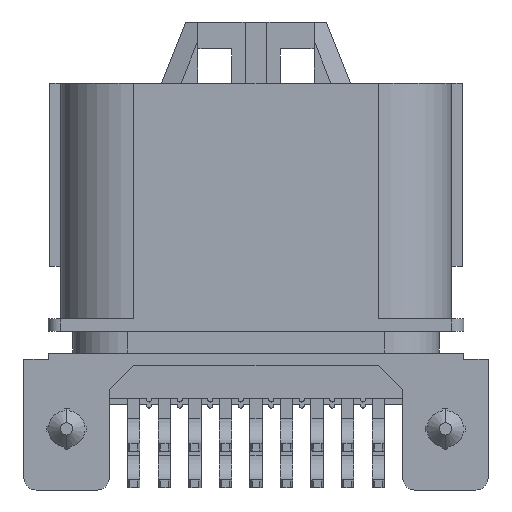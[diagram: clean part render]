
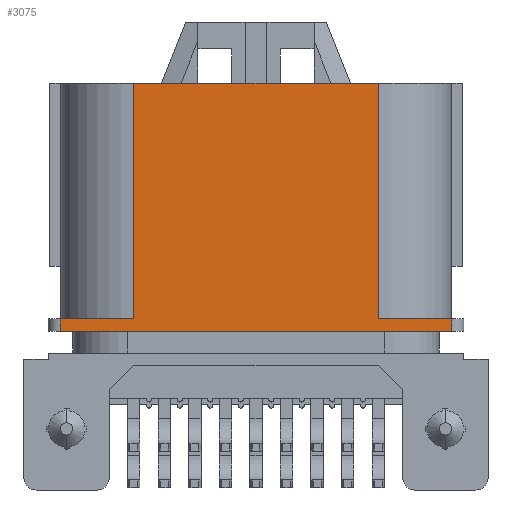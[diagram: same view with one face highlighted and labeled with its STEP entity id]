
A CAD part, front view. The second image highlights one B-rep face of the part: STEP entity #3075.
In plain terms, the highlighted planar face has unit normal (0, -1, 0).
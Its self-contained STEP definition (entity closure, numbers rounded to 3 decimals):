
#3075 = ADVANCED_FACE ( 'NONE', ( #15422 ), #15421, .T. ) ;
#3076 = EDGE_LOOP ( 'NONE', ( #3144, #3128, #3131, #3137, #3117, #3121, #3193, #3178 ) ) ;
#3117 = ORIENTED_EDGE ( 'NONE', *, *, #3118, .F. ) ;
#3118 = EDGE_CURVE ( 'NONE', #3119, #3139, #15529, .T. ) ;
#3119 = VERTEX_POINT ( 'NONE', #15525 ) ;
#3121 = ORIENTED_EDGE ( 'NONE', *, *, #3191, .T. ) ;
#3128 = ORIENTED_EDGE ( 'NONE', *, *, #3129, .T. ) ;
#3129 = EDGE_CURVE ( 'NONE', #3146, #3130, #15574, .T. ) ;
#3130 = VERTEX_POINT ( 'NONE', #15570 ) ;
#3131 = ORIENTED_EDGE ( 'NONE', *, *, #3135, .F. ) ;
#3135 = EDGE_CURVE ( 'NONE', #3136, #3130, #15558, .T. ) ;
#3136 = VERTEX_POINT ( 'NONE', #15554 ) ;
#3137 = ORIENTED_EDGE ( 'NONE', *, *, #3138, .T. ) ;
#3138 = EDGE_CURVE ( 'NONE', #3136, #3139, #15553, .T. ) ;
#3139 = VERTEX_POINT ( 'NONE', #15549 ) ;
#3144 = ORIENTED_EDGE ( 'NONE', *, *, #3145, .F. ) ;
#3145 = EDGE_CURVE ( 'NONE', #3146, #3147, #15609, .T. ) ;
#3146 = VERTEX_POINT ( 'NONE', #15605 ) ;
#3147 = VERTEX_POINT ( 'NONE', #15604 ) ;
#3178 = ORIENTED_EDGE ( 'NONE', *, *, #3179, .F. ) ;
#3179 = EDGE_CURVE ( 'NONE', #3147, #3195, #15614, .T. ) ;
#3191 = EDGE_CURVE ( 'NONE', #3119, #3192, #15654, .T. ) ;
#3192 = VERTEX_POINT ( 'NONE', #15650 ) ;
#3193 = ORIENTED_EDGE ( 'NONE', *, *, #3194, .F. ) ;
#3194 = EDGE_CURVE ( 'NONE', #3195, #3192, #15649, .T. ) ;
#3195 = VERTEX_POINT ( 'NONE', #15645 ) ;
#15417 = DIRECTION ( 'NONE',  ( 0., 0., -1. ) ) ;
#15418 = DIRECTION ( 'NONE',  ( 0., -1., 0. ) ) ;
#15419 = AXIS2_PLACEMENT_3D ( 'NONE', #15420, #15418, #15417 ) ;
#15420 = CARTESIAN_POINT ( 'NONE',  ( -17., -8.2, -23.1 ) ) ;
#15421 = PLANE ( 'NONE',  #15419 ) ;
#15422 = FACE_OUTER_BOUND ( 'NONE', #3076, .T. ) ;
#15525 = CARTESIAN_POINT ( 'NONE',  ( 10., -8.2, -19.3 ) ) ;
#15526 = DIRECTION ( 'NONE',  ( 1., 0., 0. ) ) ;
#15527 = VECTOR ( 'NONE', #15526, 1000. ) ;
#15528 = CARTESIAN_POINT ( 'NONE',  ( 10., -8.2, -19.3 ) ) ;
#15529 = LINE ( 'NONE', #15528, #15527 ) ;
#15549 = CARTESIAN_POINT ( 'NONE',  ( 16., -8.2, -19.3 ) ) ;
#15550 = DIRECTION ( 'NONE',  ( 0., 0., 1. ) ) ;
#15551 = VECTOR ( 'NONE', #15550, 1000. ) ;
#15552 = CARTESIAN_POINT ( 'NONE',  ( 16., -8.2, -23.1 ) ) ;
#15553 = LINE ( 'NONE', #15552, #15551 ) ;
#15554 = CARTESIAN_POINT ( 'NONE',  ( 16., -8.2, -20.3 ) ) ;
#15555 = DIRECTION ( 'NONE',  ( -1., 0., 0. ) ) ;
#15556 = VECTOR ( 'NONE', #15555, 1000. ) ;
#15557 = CARTESIAN_POINT ( 'NONE',  ( -17., -8.2, -20.3 ) ) ;
#15558 = LINE ( 'NONE', #15557, #15556 ) ;
#15570 = CARTESIAN_POINT ( 'NONE',  ( -16., -8.2, -20.3 ) ) ;
#15571 = DIRECTION ( 'NONE',  ( 0., 0., -1. ) ) ;
#15572 = VECTOR ( 'NONE', #15571, 1000. ) ;
#15573 = CARTESIAN_POINT ( 'NONE',  ( -16., -8.2, -23.1 ) ) ;
#15574 = LINE ( 'NONE', #15573, #15572 ) ;
#15604 = CARTESIAN_POINT ( 'NONE',  ( -10., -8.2, -19.3 ) ) ;
#15605 = CARTESIAN_POINT ( 'NONE',  ( -16., -8.2, -19.3 ) ) ;
#15606 = DIRECTION ( 'NONE',  ( 1., 0., 0. ) ) ;
#15607 = VECTOR ( 'NONE', #15606, 1000. ) ;
#15608 = CARTESIAN_POINT ( 'NONE',  ( -17., -8.2, -19.3 ) ) ;
#15609 = LINE ( 'NONE', #15608, #15607 ) ;
#15611 = DIRECTION ( 'NONE',  ( 0., 0., 1. ) ) ;
#15612 = VECTOR ( 'NONE', #15611, 1000. ) ;
#15613 = CARTESIAN_POINT ( 'NONE',  ( -10., -8.2, -19.1 ) ) ;
#15614 = LINE ( 'NONE', #15613, #15612 ) ;
#15645 = CARTESIAN_POINT ( 'NONE',  ( -10., -8.2, 0. ) ) ;
#15646 = DIRECTION ( 'NONE',  ( 1., 0., 0. ) ) ;
#15647 = VECTOR ( 'NONE', #15646, 1000. ) ;
#15648 = CARTESIAN_POINT ( 'NONE',  ( -17., -8.2, 0. ) ) ;
#15649 = LINE ( 'NONE', #15648, #15647 ) ;
#15650 = CARTESIAN_POINT ( 'NONE',  ( 10., -8.2, 0. ) ) ;
#15651 = DIRECTION ( 'NONE',  ( 0., 0., 1. ) ) ;
#15652 = VECTOR ( 'NONE', #15651, 1000. ) ;
#15653 = CARTESIAN_POINT ( 'NONE',  ( 10., -8.2, -19.1 ) ) ;
#15654 = LINE ( 'NONE', #15653, #15652 ) ;
